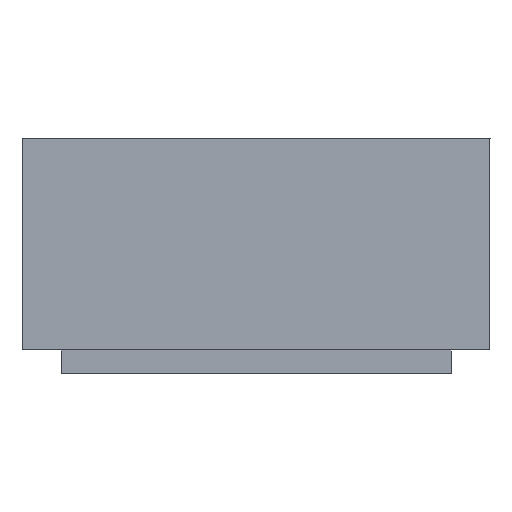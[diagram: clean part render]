
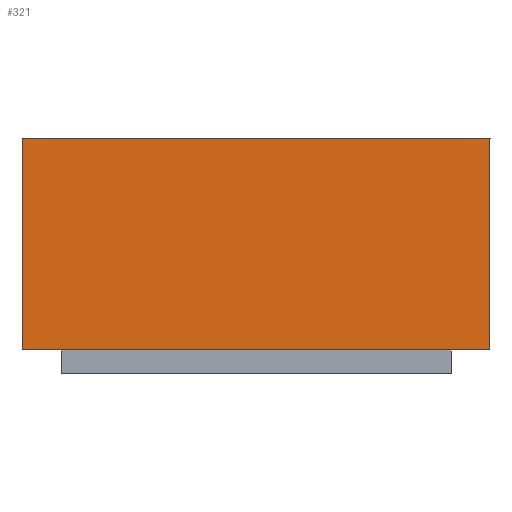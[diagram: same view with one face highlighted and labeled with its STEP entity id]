
A CAD part, left-side view. The second image highlights one B-rep face of the part: STEP entity #321.
In plain terms, the highlighted planar face has unit normal (-1, 0, 0).
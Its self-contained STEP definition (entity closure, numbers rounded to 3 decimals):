
#1 = DIRECTION ( 'NONE',  ( 0., -1., 0. ) ) ;
#5 = DIRECTION ( 'NONE',  ( 0., -1., 0. ) ) ;
#11 = CARTESIAN_POINT ( 'NONE',  ( -0.5, 0.3, 0.301 ) ) ;
#35 = VERTEX_POINT ( 'NONE', #339 ) ;
#74 = EDGE_CURVE ( 'NONE', #573, #107, #490, .T. ) ;
#92 = EDGE_CURVE ( 'NONE', #615, #35, #701, .T. ) ;
#94 = VECTOR ( 'NONE', #670, 1000. ) ;
#96 = VECTOR ( 'NONE', #5, 1000. ) ;
#107 = VERTEX_POINT ( 'NONE', #337 ) ;
#156 = AXIS2_PLACEMENT_3D ( 'NONE', #396, #459, #688 ) ;
#165 = EDGE_CURVE ( 'NONE', #35, #107, #612, .T. ) ;
#218 = CARTESIAN_POINT ( 'NONE',  ( -0.5, -0.3, 0.3 ) ) ;
#234 = CARTESIAN_POINT ( 'NONE',  ( -0.5, 0.3, 0.03 ) ) ;
#247 = DIRECTION ( 'NONE',  ( 0., 0., -1. ) ) ;
#257 = ORIENTED_EDGE ( 'NONE', *, *, #92, .F. ) ;
#321 = ADVANCED_FACE ( 'NONE', ( #336 ), #507, .F. ) ;
#336 = FACE_OUTER_BOUND ( 'NONE', #696, .T. ) ;
#337 = CARTESIAN_POINT ( 'NONE',  ( -0.5, -0.3, 0.03 ) ) ;
#339 = CARTESIAN_POINT ( 'NONE',  ( -0.5, -0.3, 0.301 ) ) ;
#349 = VECTOR ( 'NONE', #1, 1000. ) ;
#364 = CARTESIAN_POINT ( 'NONE',  ( -0.5, 0.3, 0.3 ) ) ;
#368 = ORIENTED_EDGE ( 'NONE', *, *, #74, .T. ) ;
#396 = CARTESIAN_POINT ( 'NONE',  ( -0.5, 0.3, 0.3 ) ) ;
#408 = ORIENTED_EDGE ( 'NONE', *, *, #451, .T. ) ;
#451 = EDGE_CURVE ( 'NONE', #615, #573, #611, .T. ) ;
#459 = DIRECTION ( 'NONE',  ( 1., 0., 0. ) ) ;
#490 = LINE ( 'NONE', #234, #96 ) ;
#507 = PLANE ( 'NONE',  #156 ) ;
#573 = VERTEX_POINT ( 'NONE', #598 ) ;
#598 = CARTESIAN_POINT ( 'NONE',  ( -0.5, 0.3, 0.03 ) ) ;
#611 = LINE ( 'NONE', #364, #724 ) ;
#612 = LINE ( 'NONE', #218, #94 ) ;
#615 = VERTEX_POINT ( 'NONE', #667 ) ;
#649 = ORIENTED_EDGE ( 'NONE', *, *, #165, .F. ) ;
#667 = CARTESIAN_POINT ( 'NONE',  ( -0.5, 0.3, 0.301 ) ) ;
#670 = DIRECTION ( 'NONE',  ( 0., 0., -1. ) ) ;
#688 = DIRECTION ( 'NONE',  ( 0., 0., -1. ) ) ;
#696 = EDGE_LOOP ( 'NONE', ( #368, #649, #257, #408 ) ) ;
#701 = LINE ( 'NONE', #11, #349 ) ;
#724 = VECTOR ( 'NONE', #247, 1000. ) ;
